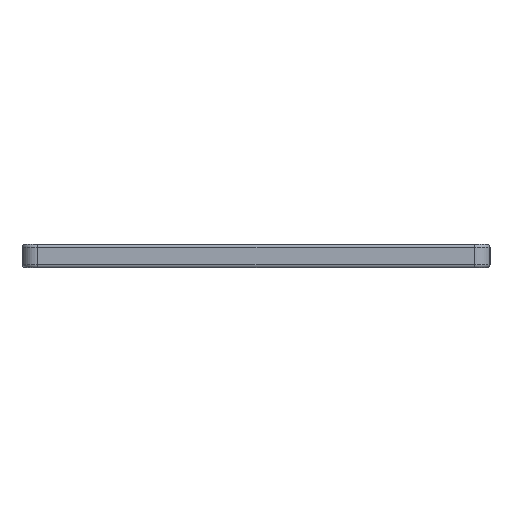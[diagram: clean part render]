
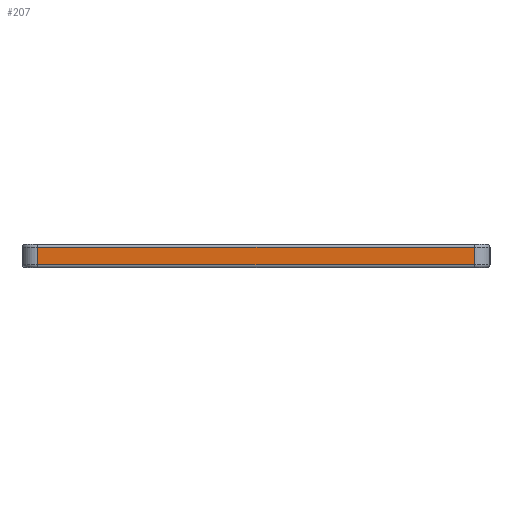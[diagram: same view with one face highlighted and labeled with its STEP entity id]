
A CAD part, left-side view. The second image highlights one B-rep face of the part: STEP entity #207.
In plain terms, the highlighted planar face has unit normal (-1, 0, 0).
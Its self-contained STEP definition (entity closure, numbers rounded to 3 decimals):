
#79 = EDGE_CURVE('',#80,#82,#84,.T.);
#80 = VERTEX_POINT('',#81);
#81 = CARTESIAN_POINT('',(-36.077,-13.823,0.2));
#82 = VERTEX_POINT('',#83);
#83 = CARTESIAN_POINT('',(-36.077,-13.823,1.3));
#84 = LINE('',#85,#86);
#85 = CARTESIAN_POINT('',(-36.077,-13.823,0.));
#86 = VECTOR('',#87,1.);
#87 = DIRECTION('',(0.,0.,1.));
#207 = ADVANCED_FACE('',(#208),#233,.F.);
#208 = FACE_BOUND('',#209,.F.);
#209 = EDGE_LOOP('',(#210,#220,#226,#227));
#210 = ORIENTED_EDGE('',*,*,#211,.T.);
#211 = EDGE_CURVE('',#212,#214,#216,.T.);
#212 = VERTEX_POINT('',#213);
#213 = CARTESIAN_POINT('',(-36.077,14.15,0.2));
#214 = VERTEX_POINT('',#215);
#215 = CARTESIAN_POINT('',(-36.077,14.15,1.3));
#216 = LINE('',#217,#218);
#217 = CARTESIAN_POINT('',(-36.077,14.15,0.));
#218 = VECTOR('',#219,1.);
#219 = DIRECTION('',(0.,0.,1.));
#220 = ORIENTED_EDGE('',*,*,#221,.T.);
#221 = EDGE_CURVE('',#214,#82,#222,.T.);
#222 = LINE('',#223,#224);
#223 = CARTESIAN_POINT('',(-36.077,14.15,1.3));
#224 = VECTOR('',#225,1.);
#225 = DIRECTION('',(0.,-1.,0.));
#226 = ORIENTED_EDGE('',*,*,#79,.F.);
#227 = ORIENTED_EDGE('',*,*,#228,.F.);
#228 = EDGE_CURVE('',#212,#80,#229,.T.);
#229 = LINE('',#230,#231);
#230 = CARTESIAN_POINT('',(-36.077,14.15,0.2));
#231 = VECTOR('',#232,1.);
#232 = DIRECTION('',(0.,-1.,0.));
#233 = PLANE('',#234);
#234 = AXIS2_PLACEMENT_3D('',#235,#236,#237);
#235 = CARTESIAN_POINT('',(-36.077,14.15,0.));
#236 = DIRECTION('',(1.,0.,0.));
#237 = DIRECTION('',(0.,-1.,0.));
